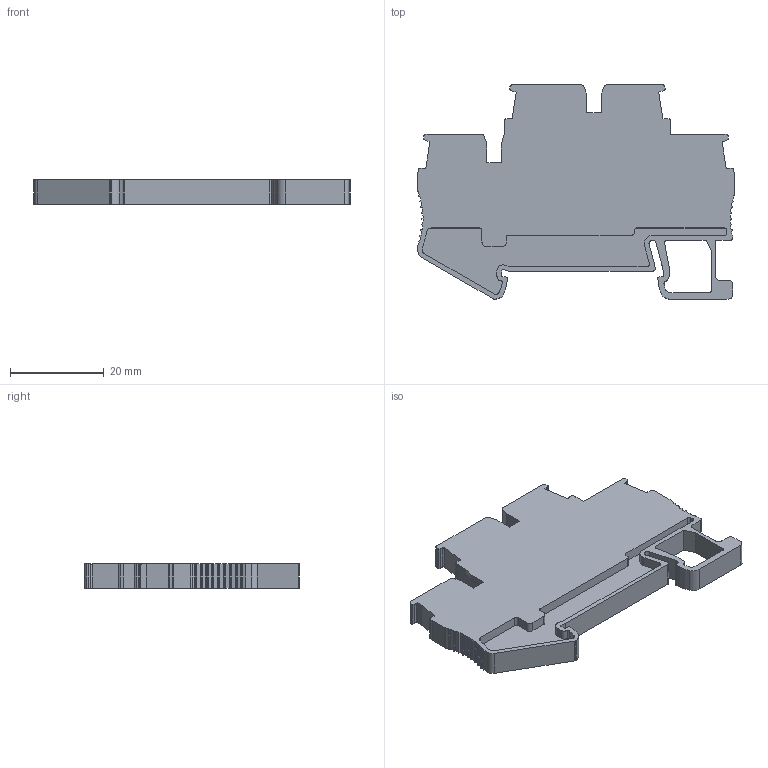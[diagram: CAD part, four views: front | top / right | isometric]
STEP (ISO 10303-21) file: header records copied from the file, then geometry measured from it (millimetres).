
FILE_DESCRIPTION((''),'2;1');
FILE_NAME('UJ5-2_5_2_2-PV','2021-11-17T',('Administrator'),(''),'PRO/ENGINEER BY PARAMETRIC TECHNOLOGY CORPORATION, 2013230','PRO/ENGINEER BY PARAMETRIC TECHNOLOGY CORPORATION, 2013230','');
FILE_SCHEMA(('AUTOMOTIVE_DESIGN { 1 0 10303 214 1 1 1 1 }'));
Length unit declared in the file: millimetre
Products named in the file (1): UJ5-2_5_2_2-PV
Bounding box: 67.6 x 45.8 x 5.2 mm (x, y, z)
Volume: 9172.4 mm3; surface area: 7405.9 mm2
Topology: 1 solids, 1 shells, 344 faces, 1076 edges, 741 vertices
Faces by surface type: plane 212, cylinder 132
Entity records: 12248 total; most frequent: CARTESIAN_POINT 2265, ORIENTED_EDGE 2152, DIRECTION 2086, EDGE_CURVE 1076, VERTEX_POINT 741, VECTOR 706, LINE 706, AXIS2_PLACEMENT_3D 690
